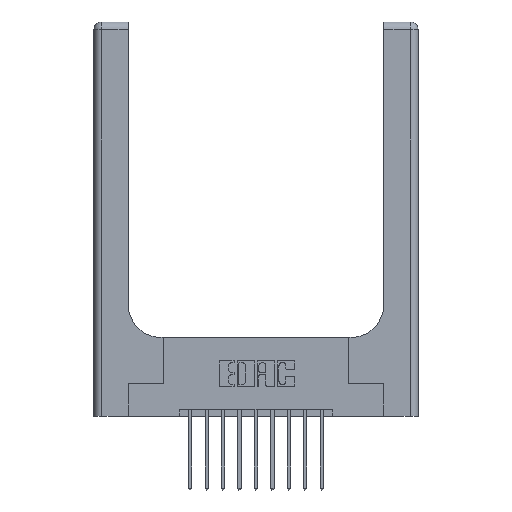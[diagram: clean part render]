
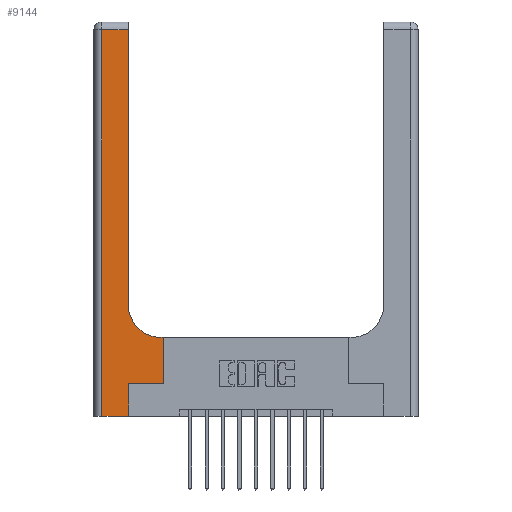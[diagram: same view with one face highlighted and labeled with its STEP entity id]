
A CAD part, top view. The second image highlights one B-rep face of the part: STEP entity #9144.
In plain terms, the highlighted planar face has unit normal (0, 0, 1).
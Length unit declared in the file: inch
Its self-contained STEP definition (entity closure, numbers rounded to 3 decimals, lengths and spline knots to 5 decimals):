
#219 = AXIS2_PLACEMENT_3D ( 'NONE', #2872, #11168, #7711 ) ;
#242 = CARTESIAN_POINT ( 'NONE',  ( 0.265, 0.25, 0.37 ) ) ;
#344 = EDGE_CURVE ( 'NONE', #12681, #6479, #1741, .T. ) ;
#430 = CARTESIAN_POINT ( 'NONE',  ( 0., 3., 0.37 ) ) ;
#639 = CARTESIAN_POINT ( 'NONE',  ( 0.06, 2.94, 0.37 ) ) ;
#714 = CIRCLE ( 'NONE', #219, 0.25 ) ;
#719 = EDGE_CURVE ( 'NONE', #6479, #1353, #7779, .T. ) ;
#900 = LINE ( 'NONE', #2202, #10080 ) ;
#1195 = VECTOR ( 'NONE', #5002, 39.37008 ) ;
#1223 = VERTEX_POINT ( 'NONE', #15093 ) ;
#1353 = VERTEX_POINT ( 'NONE', #639 ) ;
#1397 = LINE ( 'NONE', #13680, #6321 ) ;
#1741 = LINE ( 'NONE', #5363, #2787 ) ;
#1849 = EDGE_CURVE ( 'NONE', #11824, #11167, #1397, .T. ) ;
#1888 = DIRECTION ( 'NONE',  ( -1., 0., 0. ) ) ;
#1897 = DIRECTION ( 'NONE',  ( 0., 1., 0. ) ) ;
#2027 = EDGE_CURVE ( 'NONE', #11167, #1223, #2934, .T. ) ;
#2151 = VECTOR ( 'NONE', #13406, 39.37008 ) ;
#2202 = CARTESIAN_POINT ( 'NONE',  ( 0.528, 0.25, 0.37 ) ) ;
#2440 = DIRECTION ( 'NONE',  ( 0., 1., 0. ) ) ;
#2494 = ORIENTED_EDGE ( 'NONE', *, *, #719, .T. ) ;
#2501 = CARTESIAN_POINT ( 'NONE',  ( 0.06, 3., 0.37 ) ) ;
#2787 = VECTOR ( 'NONE', #1897, 39.37008 ) ;
#2866 = CARTESIAN_POINT ( 'NONE',  ( 0.265, 0., 0.37 ) ) ;
#2872 = CARTESIAN_POINT ( 'NONE',  ( 0.51, 0.85, 0.37 ) ) ;
#2934 = LINE ( 'NONE', #7854, #10448 ) ;
#3468 = VERTEX_POINT ( 'NONE', #4233 ) ;
#4003 = ORIENTED_EDGE ( 'NONE', *, *, #15051, .T. ) ;
#4233 = CARTESIAN_POINT ( 'NONE',  ( 0.528, 0.6, 0.37 ) ) ;
#4612 = ORIENTED_EDGE ( 'NONE', *, *, #13369, .T. ) ;
#4895 = ORIENTED_EDGE ( 'NONE', *, *, #5427, .T. ) ;
#4978 = LINE ( 'NONE', #10940, #13896 ) ;
#4988 = LINE ( 'NONE', #8474, #2151 ) ;
#5002 = DIRECTION ( 'NONE',  ( 0., -1., 0. ) ) ;
#5285 = ORIENTED_EDGE ( 'NONE', *, *, #8443, .T. ) ;
#5363 = CARTESIAN_POINT ( 'NONE',  ( 0.26, 3., 0.37 ) ) ;
#5427 = EDGE_CURVE ( 'NONE', #3468, #15358, #4988, .T. ) ;
#5864 = CARTESIAN_POINT ( 'NONE',  ( 0.51, 0.6, 0.37 ) ) ;
#6321 = VECTOR ( 'NONE', #11159, 39.37008 ) ;
#6393 = VECTOR ( 'NONE', #15035, 39.37008 ) ;
#6479 = VERTEX_POINT ( 'NONE', #15203 ) ;
#6623 = CARTESIAN_POINT ( 'NONE',  ( 0.06, 0., 0.37 ) ) ;
#6736 = FACE_OUTER_BOUND ( 'NONE', #12530, .T. ) ;
#7025 = CARTESIAN_POINT ( 'NONE',  ( 0.26, 0.85, 0.37 ) ) ;
#7081 = ORIENTED_EDGE ( 'NONE', *, *, #10215, .T. ) ;
#7147 = ORIENTED_EDGE ( 'NONE', *, *, #344, .T. ) ;
#7511 = LINE ( 'NONE', #2501, #1195 ) ;
#7711 = DIRECTION ( 'NONE',  ( 1., 0., 0. ) ) ;
#7779 = LINE ( 'NONE', #8900, #6393 ) ;
#7854 = CARTESIAN_POINT ( 'NONE',  ( 0.265, 0.25, 0.37 ) ) ;
#8408 = ORIENTED_EDGE ( 'NONE', *, *, #1849, .T. ) ;
#8443 = EDGE_CURVE ( 'NONE', #12375, #11824, #4978, .T. ) ;
#8474 = CARTESIAN_POINT ( 'NONE',  ( 0.26, 0.6, 0.37 ) ) ;
#8900 = CARTESIAN_POINT ( 'NONE',  ( 0., 2.94, 0.37 ) ) ;
#8993 = AXIS2_PLACEMENT_3D ( 'NONE', #430, #15518, #1888 ) ;
#9144 = ADVANCED_FACE ( 'NONE', ( #6736 ), #10583, .F. ) ;
#10080 = VECTOR ( 'NONE', #2440, 39.37008 ) ;
#10215 = EDGE_CURVE ( 'NONE', #15358, #12681, #714, .T. ) ;
#10448 = VECTOR ( 'NONE', #12768, 39.37008 ) ;
#10583 = PLANE ( 'NONE',  #8993 ) ;
#10940 = CARTESIAN_POINT ( 'NONE',  ( 0., 0., 0.37 ) ) ;
#11159 = DIRECTION ( 'NONE',  ( 0., 1., 0. ) ) ;
#11167 = VERTEX_POINT ( 'NONE', #242 ) ;
#11168 = DIRECTION ( 'NONE',  ( 0., 0., -1. ) ) ;
#11824 = VERTEX_POINT ( 'NONE', #2866 ) ;
#12088 = ORIENTED_EDGE ( 'NONE', *, *, #2027, .T. ) ;
#12375 = VERTEX_POINT ( 'NONE', #6623 ) ;
#12530 = EDGE_LOOP ( 'NONE', ( #7147, #2494, #4003, #5285, #8408, #12088, #4612, #4895, #7081 ) ) ;
#12681 = VERTEX_POINT ( 'NONE', #7025 ) ;
#12768 = DIRECTION ( 'NONE',  ( 1., 0., 0. ) ) ;
#13369 = EDGE_CURVE ( 'NONE', #1223, #3468, #900, .T. ) ;
#13406 = DIRECTION ( 'NONE',  ( -1., 0., 0. ) ) ;
#13680 = CARTESIAN_POINT ( 'NONE',  ( 0.265, 0., 0.37 ) ) ;
#13896 = VECTOR ( 'NONE', #14584, 39.37008 ) ;
#14584 = DIRECTION ( 'NONE',  ( 1., 0., 0. ) ) ;
#15035 = DIRECTION ( 'NONE',  ( -1., 0., 0. ) ) ;
#15051 = EDGE_CURVE ( 'NONE', #1353, #12375, #7511, .T. ) ;
#15093 = CARTESIAN_POINT ( 'NONE',  ( 0.528, 0.25, 0.37 ) ) ;
#15203 = CARTESIAN_POINT ( 'NONE',  ( 0.26, 2.94, 0.37 ) ) ;
#15358 = VERTEX_POINT ( 'NONE', #5864 ) ;
#15518 = DIRECTION ( 'NONE',  ( 0., 0., -1. ) ) ;
